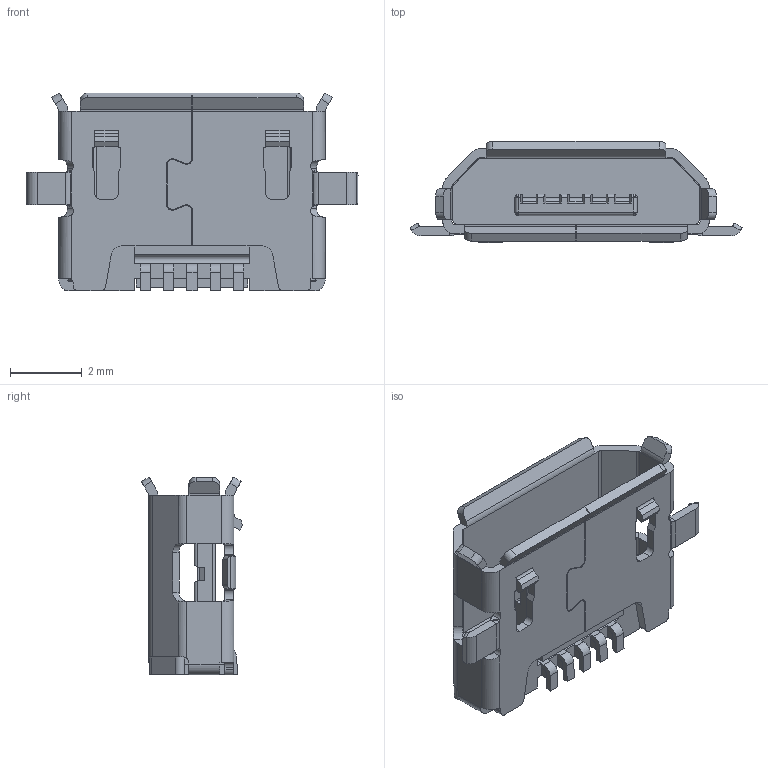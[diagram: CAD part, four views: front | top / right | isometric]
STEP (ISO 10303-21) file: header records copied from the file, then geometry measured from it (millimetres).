
FILE_DESCRIPTION(/* description */ ('STEP AP214'),/* implementation_level */ '2;1');
FILE_NAME(/* name */ 'usb3100_30_a',/* time_stamp */ '2022-12-04T12:22:48+01:00',/* author */ ('License CC BY-ND 4.0'),/* organization */ ('CADENAS'),/* preprocessor_version */ 'ST-DEVELOPER v18.102',/* originating_system */ 'PARTsolutions',/* authorisation */ ' ');
FILE_SCHEMA (('AUTOMOTIVE_DESIGN {1 0 10303 214 3 1 1}'));
Length unit declared in the file: millimetre
Products named in the file (8): usb3100_30_a; usb3100_30_a_PART7; usb3100_30_a_PART6; usb3100_30_a_PART5; usb3100_30_a_PART4; usb3100_30_a_PART3; usb3100_30_a_PART2; usb3100_30_a_PART1
Assembly tree (7 placements, depth 2):
  usb3100_30_a
    usb3100_30_a_PART7
    usb3100_30_a_PART6
    usb3100_30_a_PART5
    usb3100_30_a_PART4
    usb3100_30_a_PART3
    usb3100_30_a_PART2
    usb3100_30_a_PART1
Bounding box: 9.23 x 2.81 x 5.5 mm (x, y, z)
Volume: 40.5 mm3; surface area: 303.5 mm2
Topology: 7 solids, 7 shells, 759 faces, 2147 edges, 1375 vertices
Faces by surface type: plane 520, cylinder 209, bspline 30
Entity records: 25150 total; most frequent: CARTESIAN_POINT 5174, ORIENTED_EDGE 4270, DIRECTION 3959, EDGE_CURVE 2135, LINE 1675, VECTOR 1675, VERTEX_POINT 1375, AXIS2_PLACEMENT_3D 1142
